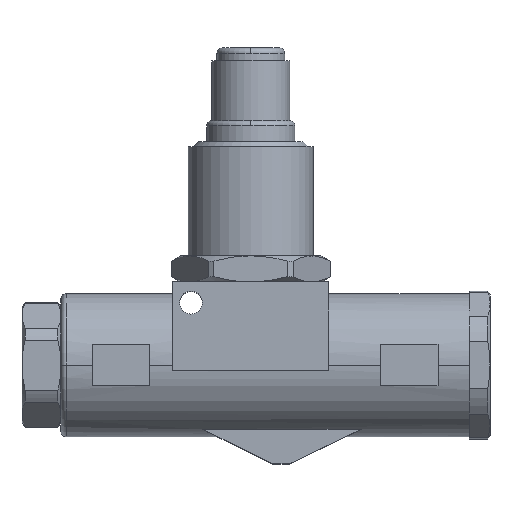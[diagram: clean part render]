
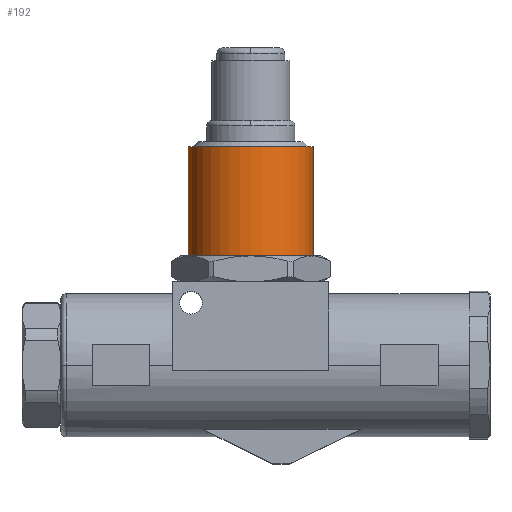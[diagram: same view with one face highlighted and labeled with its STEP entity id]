
A CAD part, top view. The second image highlights one B-rep face of the part: STEP entity #192.
In plain terms, the highlighted cylindrical face has radius 12 mm (diameter 24 mm), a partial arc.
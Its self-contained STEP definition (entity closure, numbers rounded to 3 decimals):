
#192=ADVANCED_FACE('',(#512),#513,.T.);
#512=FACE_OUTER_BOUND('',#893,.T.);
#513=CYLINDRICAL_SURFACE('',#894,12.0);
#893=EDGE_LOOP('',(#2030,#2031,#2032,#2033));
#894=AXIS2_PLACEMENT_3D('',#2034,#2035,#2036);
#2030=ORIENTED_EDGE('',*,*,#2789,.F.);
#2031=ORIENTED_EDGE('',*,*,#2790,.T.);
#2032=ORIENTED_EDGE('',*,*,#2791,.F.);
#2033=ORIENTED_EDGE('',*,*,#2792,.F.);
#2034=CARTESIAN_POINT('',(0.0,30.0,0.0));
#2035=DIRECTION('',(0.0,1.0,0.0));
#2036=DIRECTION('',(-1.0,0.0,0.0));
#2789=EDGE_CURVE('',#3452,#3453,#3454,.T.);
#2790=EDGE_CURVE('',#3452,#3455,#3456,.T.);
#2791=EDGE_CURVE('',#3457,#3455,#3458,.T.);
#2792=EDGE_CURVE('',#3453,#3457,#3459,.T.);
#3452=VERTEX_POINT('',#4726);
#3453=VERTEX_POINT('',#4727);
#3454=LINE('',#4728,#4729);
#3455=VERTEX_POINT('',#4730);
#3456=CIRCLE('',#4731,12.0);
#3457=VERTEX_POINT('',#4732);
#3458=LINE('',#4733,#4734);
#3459=CIRCLE('',#4735,12.0);
#4726=CARTESIAN_POINT('',(-12.0,21.0,0.));
#4727=CARTESIAN_POINT('',(-12.0,42.0,0.0));
#4728=CARTESIAN_POINT('',(-12.0,30.0,0.));
#4729=VECTOR('',#5806,1.0);
#4730=CARTESIAN_POINT('',(12.0,21.0,0.));
#4731=AXIS2_PLACEMENT_3D('',#5807,#5808,#5809);
#4732=CARTESIAN_POINT('',(12.0,42.0,0.));
#4733=CARTESIAN_POINT('',(12.0,30.0,0.));
#4734=VECTOR('',#5810,1.0);
#4735=AXIS2_PLACEMENT_3D('',#5811,#5812,#5813);
#5806=DIRECTION('',(0.0,1.0,0.0));
#5807=CARTESIAN_POINT('',(0.0,21.0,0.0));
#5808=DIRECTION('',(0.0,1.0,0.0));
#5809=DIRECTION('',(-1.0,0.0,0.0));
#5810=DIRECTION('',(-0.0,-1.0,-0.0));
#5811=CARTESIAN_POINT('',(0.0,42.0,0.0));
#5812=DIRECTION('',(0.0,1.0,0.0));
#5813=DIRECTION('',(-1.0,0.0,0.0));
